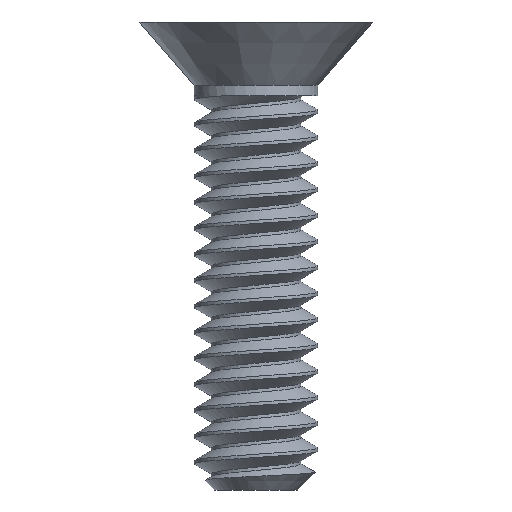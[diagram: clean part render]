
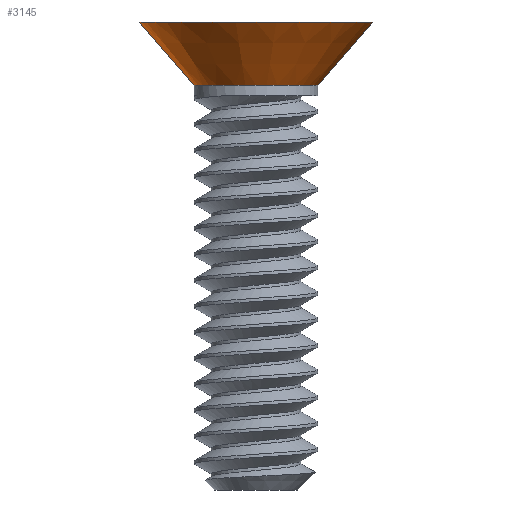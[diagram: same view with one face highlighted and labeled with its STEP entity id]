
A CAD part, left-side view. The second image highlights one B-rep face of the part: STEP entity #3145.
In plain terms, the highlighted conical face has half-angle 41 degrees and reference radius 1.257 mm.
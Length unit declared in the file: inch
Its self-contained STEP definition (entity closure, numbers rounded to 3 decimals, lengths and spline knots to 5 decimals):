
#58 = DIRECTION ( 'NONE',  ( 0., -1., 0. ) ) ;
#108 = CONICAL_SURFACE ( 'NONE', #2211, 0.0495, 0.716 ) ;
#359 = AXIS2_PLACEMENT_3D ( 'NONE', #1648, #1297, #3588 ) ;
#662 = VERTEX_POINT ( 'NONE', #1002 ) ;
#698 = CARTESIAN_POINT ( 'NONE',  ( 0., -0.0495, 0.00838 ) ) ;
#841 = VERTEX_POINT ( 'NONE', #2925 ) ;
#846 = DIRECTION ( 'NONE',  ( 0., 1., 0. ) ) ;
#852 = CARTESIAN_POINT ( 'NONE',  ( 0., 0.0495, 0.00838 ) ) ;
#1002 = CARTESIAN_POINT ( 'NONE',  ( 0., -0.0495, 0.00838 ) ) ;
#1058 = EDGE_LOOP ( 'NONE', ( #3599, #2247, #1431, #3374 ) ) ;
#1161 = VERTEX_POINT ( 'NONE', #2463 ) ;
#1297 = DIRECTION ( 'NONE',  ( 0., 0., 1. ) ) ;
#1405 = CIRCLE ( 'NONE', #2637, 0.0495 ) ;
#1431 = ORIENTED_EDGE ( 'NONE', *, *, #3445, .T. ) ;
#1488 = CARTESIAN_POINT ( 'NONE',  ( 0., 0., 0.00838 ) ) ;
#1648 = CARTESIAN_POINT ( 'NONE',  ( 0., 0., 0.059 ) ) ;
#1841 = EDGE_CURVE ( 'NONE', #3722, #1161, #4166, .T. ) ;
#2134 = DIRECTION ( 'NONE',  ( 0., 0., -1. ) ) ;
#2142 = DIRECTION ( 'NONE',  ( 0., 0.656, 0.755 ) ) ;
#2153 = EDGE_CURVE ( 'NONE', #1161, #841, #2958, .T. ) ;
#2191 = FACE_OUTER_BOUND ( 'NONE', #1058, .T. ) ;
#2211 = AXIS2_PLACEMENT_3D ( 'NONE', #3337, #3937, #58 ) ;
#2247 = ORIENTED_EDGE ( 'NONE', *, *, #2612, .F. ) ;
#2463 = CARTESIAN_POINT ( 'NONE',  ( 0., 0.0935, 0.059 ) ) ;
#2612 = EDGE_CURVE ( 'NONE', #662, #3722, #1405, .T. ) ;
#2637 = AXIS2_PLACEMENT_3D ( 'NONE', #1488, #2134, #846 ) ;
#2654 = LINE ( 'NONE', #698, #3066 ) ;
#2925 = CARTESIAN_POINT ( 'NONE',  ( 0., -0.0935, 0.059 ) ) ;
#2958 = CIRCLE ( 'NONE', #359, 0.0935 ) ;
#3043 = DIRECTION ( 'NONE',  ( 0., -0.656, 0.755 ) ) ;
#3066 = VECTOR ( 'NONE', #3043, 39.37008 ) ;
#3145 = ADVANCED_FACE ( 'NONE', ( #2191 ), #108, .T. ) ;
#3337 = CARTESIAN_POINT ( 'NONE',  ( 0., 0., 0.00838 ) ) ;
#3374 = ORIENTED_EDGE ( 'NONE', *, *, #2153, .F. ) ;
#3445 = EDGE_CURVE ( 'NONE', #662, #841, #2654, .T. ) ;
#3526 = VECTOR ( 'NONE', #2142, 39.37008 ) ;
#3588 = DIRECTION ( 'NONE',  ( 0., -1., 0. ) ) ;
#3599 = ORIENTED_EDGE ( 'NONE', *, *, #1841, .F. ) ;
#3687 = CARTESIAN_POINT ( 'NONE',  ( 0., 0.0495, 0.00838 ) ) ;
#3722 = VERTEX_POINT ( 'NONE', #3687 ) ;
#3937 = DIRECTION ( 'NONE',  ( 0., 0., 1. ) ) ;
#4166 = LINE ( 'NONE', #852, #3526 ) ;
